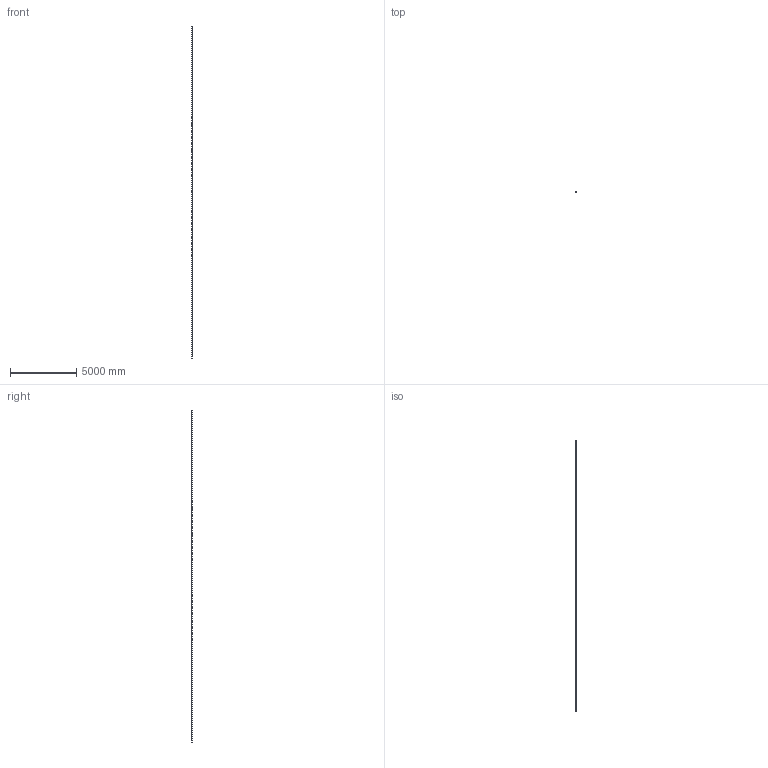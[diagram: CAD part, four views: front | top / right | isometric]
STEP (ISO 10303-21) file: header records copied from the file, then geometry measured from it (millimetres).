
FILE_DESCRIPTION (( 'STEP AP203' ), '1' );
FILE_NAME ('60360-GU-25M.step', '2022-07-20T09:40:50', ( '' ), ( '' ), 'SwSTEP 2.0', 'SolidWorks 2018', '' );
FILE_SCHEMA (( 'CONFIG_CONTROL_DESIGN' ));
Length unit declared in the file: millimetre
Products named in the file (1): 60360-GU-25M
Bounding box: 32.31 x 26.5 x 25000 mm (x, y, z)
Volume: 7250546.2 mm3; surface area: 6966225.3 mm2
Topology: 1 solids, 1 shells, 439 faces, 1228 edges, 818 vertices
Faces by surface type: plane 241, bspline 148, cylinder 50
Entity records: 21711 total; most frequent: CARTESIAN_POINT 11226, ORIENTED_EDGE 2456, DIRECTION 1616, EDGE_CURVE 1228, LINE 832, VECTOR 832, VERTEX_POINT 818, EDGE_LOOP 478
